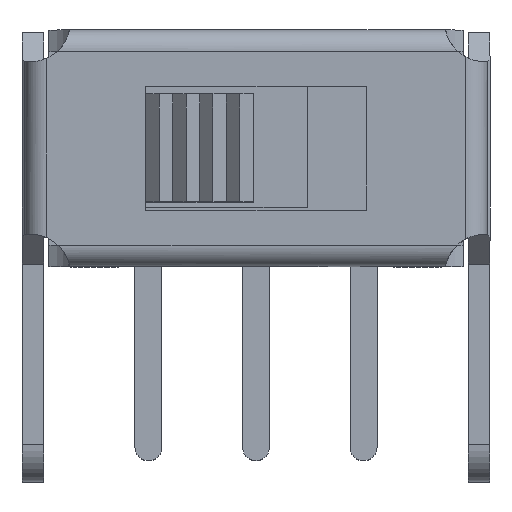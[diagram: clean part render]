
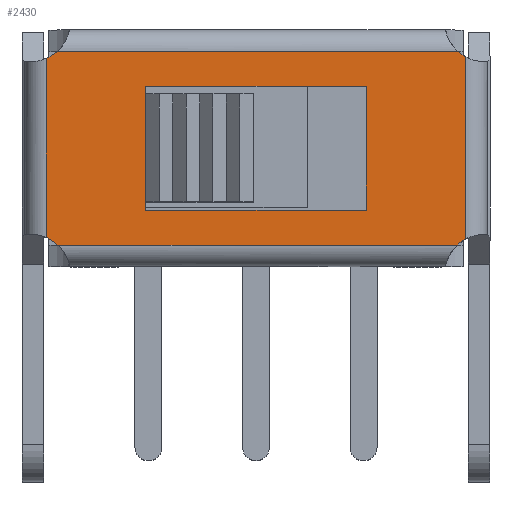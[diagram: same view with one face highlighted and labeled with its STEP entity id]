
A CAD part, top view. The second image highlights one B-rep face of the part: STEP entity #2430.
In plain terms, the highlighted planar face has unit normal (0, 0, 1).
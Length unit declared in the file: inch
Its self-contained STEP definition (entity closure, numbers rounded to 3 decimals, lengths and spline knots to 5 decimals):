
#205 = DIRECTION ( 'NONE',  ( 1., 0., 0. ) ) ;
#216 = DIRECTION ( 'NONE',  ( 0., 1., 0. ) ) ;
#223 = LINE ( 'NONE', #5357, #4663 ) ;
#297 = ORIENTED_EDGE ( 'NONE', *, *, #2256, .T. ) ;
#376 = VERTEX_POINT ( 'NONE', #5007 ) ;
#382 = DIRECTION ( 'NONE',  ( 0., 0., 1. ) ) ;
#388 = PLANE ( 'NONE',  #2783 ) ;
#414 = DIRECTION ( 'NONE',  ( 0., -1., 0. ) ) ;
#444 = EDGE_CURVE ( 'NONE', #376, #1032, #2865, .T. ) ;
#468 = ORIENTED_EDGE ( 'NONE', *, *, #444, .F. ) ;
#578 = VERTEX_POINT ( 'NONE', #2001 ) ;
#655 = DIRECTION ( 'NONE',  ( 0., -1., 0. ) ) ;
#665 = CARTESIAN_POINT ( 'NONE',  ( -0.1027, 0.13189, 0.11578 ) ) ;
#768 = EDGE_CURVE ( 'NONE', #4769, #376, #1429, .T. ) ;
#818 = DIRECTION ( 'NONE',  ( 0., 1., 0. ) ) ;
#832 = CARTESIAN_POINT ( 'NONE',  ( 0.1455, -0.00579, 0.11578 ) ) ;
#954 = DIRECTION ( 'NONE',  ( 0., 1., 0. ) ) ;
#986 = CARTESIAN_POINT ( 'NONE',  ( -0.1027, 0.04134, 0.11578 ) ) ;
#1032 = VERTEX_POINT ( 'NONE', #4531 ) ;
#1033 = CARTESIAN_POINT ( 'NONE',  ( 0.13155, 0.17323, 0.11578 ) ) ;
#1099 = VERTEX_POINT ( 'NONE', #5435 ) ;
#1225 = ORIENTED_EDGE ( 'NONE', *, *, #768, .F. ) ;
#1251 = AXIS2_PLACEMENT_3D ( 'NONE', #2545, #2935, #818 ) ;
#1254 = CARTESIAN_POINT ( 'NONE',  ( 0.05871, 0.13189, 0.11578 ) ) ;
#1257 = CARTESIAN_POINT ( 'NONE',  ( -0.17554, 0.17323, 0.11578 ) ) ;
#1317 = ORIENTED_EDGE ( 'NONE', *, *, #5402, .F. ) ;
#1350 = ORIENTED_EDGE ( 'NONE', *, *, #1899, .T. ) ;
#1429 = LINE ( 'NONE', #1033, #3483 ) ;
#1506 = DIRECTION ( 'NONE',  ( -1., 0., 0. ) ) ;
#1559 = VERTEX_POINT ( 'NONE', #3641 ) ;
#1594 = FACE_BOUND ( 'NONE', #5378, .T. ) ;
#1624 = VECTOR ( 'NONE', #205, 39.37008 ) ;
#1672 = AXIS2_PLACEMENT_3D ( 'NONE', #2279, #4019, #216 ) ;
#1673 = LINE ( 'NONE', #1254, #5487 ) ;
#1680 = CIRCLE ( 'NONE', #1672, 0.02953 ) ;
#1711 = DIRECTION ( 'NONE',  ( 0., -1., 0. ) ) ;
#1814 = EDGE_CURVE ( 'NONE', #5031, #578, #4385, .T. ) ;
#1873 = CIRCLE ( 'NONE', #5549, 0.02953 ) ;
#1899 = EDGE_CURVE ( 'NONE', #1099, #578, #5103, .T. ) ;
#1937 = CARTESIAN_POINT ( 'NONE',  ( -0.18718, 0.17949, 0.11578 ) ) ;
#1978 = VECTOR ( 'NONE', #954, 39.37008 ) ;
#2001 = CARTESIAN_POINT ( 'NONE',  ( -0.17554, 0.02134, 0.11578 ) ) ;
#2002 = CARTESIAN_POINT ( 'NONE',  ( 0.13155, 0.15346, 0.11578 ) ) ;
#2092 = DIRECTION ( 'NONE',  ( 0., 1., 0. ) ) ;
#2166 = VERTEX_POINT ( 'NONE', #986 ) ;
#2211 = ORIENTED_EDGE ( 'NONE', *, *, #3428, .T. ) ;
#2249 = VERTEX_POINT ( 'NONE', #2635 ) ;
#2256 = EDGE_CURVE ( 'NONE', #2166, #4666, #4772, .T. ) ;
#2279 = CARTESIAN_POINT ( 'NONE',  ( 0.1455, 0.17949, 0.11578 ) ) ;
#2328 = LINE ( 'NONE', #3112, #1624 ) ;
#2430 = ADVANCED_FACE ( 'NONE', ( #1594, #3856 ), #388, .F. ) ;
#2486 = AXIS2_PLACEMENT_3D ( 'NONE', #832, #382, #2092 ) ;
#2525 = CARTESIAN_POINT ( 'NONE',  ( 0.13155, 0.01575, 0.11578 ) ) ;
#2545 = CARTESIAN_POINT ( 'NONE',  ( -0.18718, -0.00579, 0.11578 ) ) ;
#2635 = CARTESIAN_POINT ( 'NONE',  ( 0.05871, 0.13189, 0.11578 ) ) ;
#2720 = ORIENTED_EDGE ( 'NONE', *, *, #3785, .T. ) ;
#2783 = AXIS2_PLACEMENT_3D ( 'NONE', #3334, #3797, #414 ) ;
#2800 = ORIENTED_EDGE ( 'NONE', *, *, #5088, .T. ) ;
#2815 = EDGE_CURVE ( 'NONE', #4146, #2166, #223, .T. ) ;
#2865 = CIRCLE ( 'NONE', #2486, 0.02953 ) ;
#2932 = VECTOR ( 'NONE', #4455, 39.37008 ) ;
#2935 = DIRECTION ( 'NONE',  ( 0., 0., 1. ) ) ;
#2966 = DIRECTION ( 'NONE',  ( 0., -1., 0. ) ) ;
#2985 = ORIENTED_EDGE ( 'NONE', *, *, #1814, .F. ) ;
#3112 = CARTESIAN_POINT ( 'NONE',  ( -0.1027, 0.13189, 0.11578 ) ) ;
#3172 = ORIENTED_EDGE ( 'NONE', *, *, #5229, .T. ) ;
#3225 = DIRECTION ( 'NONE',  ( 0., 0., 1. ) ) ;
#3259 = EDGE_LOOP ( 'NONE', ( #2985, #2800, #468, #1225, #5344, #3172, #1317, #1350 ) ) ;
#3334 = CARTESIAN_POINT ( 'NONE',  ( 0.13155, 0.17323, 0.11578 ) ) ;
#3390 = DIRECTION ( 'NONE',  ( 1., 0., 0. ) ) ;
#3428 = EDGE_CURVE ( 'NONE', #4666, #2249, #2328, .T. ) ;
#3483 = VECTOR ( 'NONE', #655, 39.37008 ) ;
#3587 = LINE ( 'NONE', #4349, #2932 ) ;
#3613 = DIRECTION ( 'NONE',  ( 0., 1., 0. ) ) ;
#3641 = CARTESIAN_POINT ( 'NONE',  ( 0.12581, 0.15748, 0.11578 ) ) ;
#3666 = VECTOR ( 'NONE', #1711, 39.37008 ) ;
#3780 = LINE ( 'NONE', #2525, #5276 ) ;
#3785 = EDGE_CURVE ( 'NONE', #2249, #4146, #1673, .T. ) ;
#3797 = DIRECTION ( 'NONE',  ( 0., 0., -1. ) ) ;
#3856 = FACE_OUTER_BOUND ( 'NONE', #3259, .T. ) ;
#3901 = CARTESIAN_POINT ( 'NONE',  ( -0.16749, 0.15748, 0.11578 ) ) ;
#4019 = DIRECTION ( 'NONE',  ( 0., 0., 1. ) ) ;
#4146 = VERTEX_POINT ( 'NONE', #4640 ) ;
#4195 = ORIENTED_EDGE ( 'NONE', *, *, #2815, .T. ) ;
#4284 = VERTEX_POINT ( 'NONE', #3901 ) ;
#4325 = EDGE_CURVE ( 'NONE', #1559, #4769, #1680, .T. ) ;
#4349 = CARTESIAN_POINT ( 'NONE',  ( -0.15832, 0.15748, 0.11578 ) ) ;
#4385 = CIRCLE ( 'NONE', #1251, 0.02953 ) ;
#4455 = DIRECTION ( 'NONE',  ( -1., 0., 0. ) ) ;
#4531 = CARTESIAN_POINT ( 'NONE',  ( 0.1253, 0.01575, 0.11578 ) ) ;
#4640 = CARTESIAN_POINT ( 'NONE',  ( 0.05871, 0.04134, 0.11578 ) ) ;
#4663 = VECTOR ( 'NONE', #1506, 39.37008 ) ;
#4666 = VERTEX_POINT ( 'NONE', #665 ) ;
#4769 = VERTEX_POINT ( 'NONE', #2002 ) ;
#4772 = LINE ( 'NONE', #5201, #1978 ) ;
#5007 = CARTESIAN_POINT ( 'NONE',  ( 0.13155, 0.02023, 0.11578 ) ) ;
#5031 = VERTEX_POINT ( 'NONE', #5189 ) ;
#5088 = EDGE_CURVE ( 'NONE', #5031, #1032, #3780, .T. ) ;
#5103 = LINE ( 'NONE', #1257, #3666 ) ;
#5189 = CARTESIAN_POINT ( 'NONE',  ( -0.16698, 0.01575, 0.11578 ) ) ;
#5201 = CARTESIAN_POINT ( 'NONE',  ( -0.1027, 0.13189, 0.11578 ) ) ;
#5229 = EDGE_CURVE ( 'NONE', #1559, #4284, #3587, .T. ) ;
#5276 = VECTOR ( 'NONE', #3390, 39.37008 ) ;
#5344 = ORIENTED_EDGE ( 'NONE', *, *, #4325, .F. ) ;
#5357 = CARTESIAN_POINT ( 'NONE',  ( -0.1027, 0.04134, 0.11578 ) ) ;
#5378 = EDGE_LOOP ( 'NONE', ( #2211, #2720, #4195, #297 ) ) ;
#5402 = EDGE_CURVE ( 'NONE', #1099, #4284, #1873, .T. ) ;
#5435 = CARTESIAN_POINT ( 'NONE',  ( -0.17554, 0.15235, 0.11578 ) ) ;
#5487 = VECTOR ( 'NONE', #2966, 39.37008 ) ;
#5549 = AXIS2_PLACEMENT_3D ( 'NONE', #1937, #3225, #3613 ) ;
